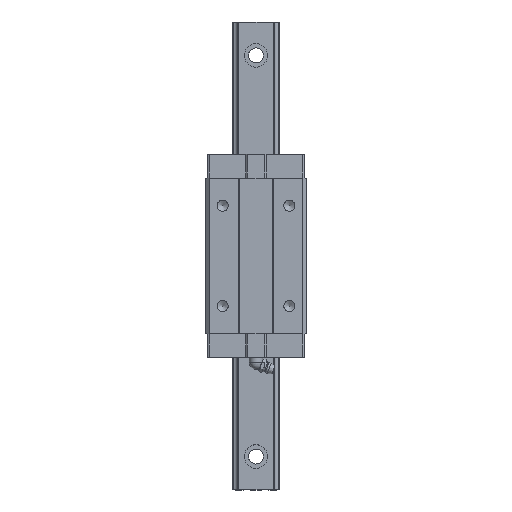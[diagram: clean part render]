
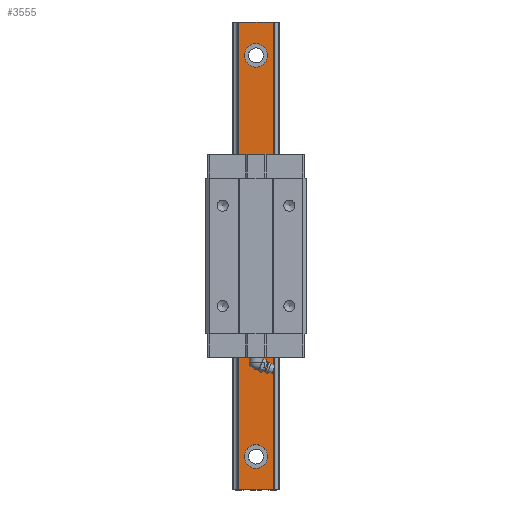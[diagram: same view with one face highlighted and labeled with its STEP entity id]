
A CAD part, top view. The second image highlights one B-rep face of the part: STEP entity #3555.
In plain terms, the highlighted planar face has unit normal (0, 0, 1).
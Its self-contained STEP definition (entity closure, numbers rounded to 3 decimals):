
#167=CIRCLE('',#4525,7.);
#174=CIRCLE('',#4542,7.);
#181=CIRCLE('',#4559,7.);
#183=CIRCLE('',#4567,7.);
#394=ORIENTED_EDGE('',*,*,#1366,.T.);
#395=ORIENTED_EDGE('',*,*,#1381,.T.);
#396=ORIENTED_EDGE('',*,*,#1396,.T.);
#397=ORIENTED_EDGE('',*,*,#1411,.T.);
#398=ORIENTED_EDGE('',*,*,#1412,.F.);
#399=ORIENTED_EDGE('',*,*,#1410,.F.);
#400=ORIENTED_EDGE('',*,*,#1413,.T.);
#401=ORIENTED_EDGE('',*,*,#1414,.T.);
#1366=EDGE_CURVE('',#1886,#1886,#167,.T.);
#1381=EDGE_CURVE('',#1897,#1897,#174,.T.);
#1396=EDGE_CURVE('',#1908,#1908,#181,.T.);
#1410=EDGE_CURVE('',#1920,#1918,#2267,.T.);
#1411=EDGE_CURVE('',#1921,#1921,#183,.T.);
#1412=EDGE_CURVE('',#1918,#1922,#2268,.T.);
#1413=EDGE_CURVE('',#1920,#1923,#2269,.T.);
#1414=EDGE_CURVE('',#1923,#1922,#2270,.T.);
#1886=VERTEX_POINT('',#5918);
#1897=VERTEX_POINT('',#5950);
#1908=VERTEX_POINT('',#5982);
#1918=VERTEX_POINT('',#6007);
#1920=VERTEX_POINT('',#6011);
#1921=VERTEX_POINT('',#6015);
#1922=VERTEX_POINT('',#6017);
#1923=VERTEX_POINT('',#6019);
#2267=LINE('',#6012,#2603);
#2268=LINE('',#6016,#2604);
#2269=LINE('',#6018,#2605);
#2270=LINE('',#6020,#2606);
#2603=VECTOR('',#4996,1000.);
#2604=VECTOR('',#5001,1000.);
#2605=VECTOR('',#5002,1000.);
#2606=VECTOR('',#5003,1000.);
#2947=EDGE_LOOP('',(#394));
#2948=EDGE_LOOP('',(#395));
#2949=EDGE_LOOP('',(#396));
#2950=EDGE_LOOP('',(#397));
#2951=EDGE_LOOP('',(#398,#399,#400,#401));
#3192=FACE_BOUND('',#2947,.T.);
#3193=FACE_BOUND('',#2948,.T.);
#3194=FACE_BOUND('',#2949,.T.);
#3195=FACE_BOUND('',#2950,.T.);
#3196=FACE_BOUND('',#2951,.T.);
#3426=PLANE('',#4566);
#3555=ADVANCED_FACE('',(#3192,#3193,#3194,#3195,#3196),#3426,.T.);
#4525=AXIS2_PLACEMENT_3D('',#5917,#4895,#4896);
#4542=AXIS2_PLACEMENT_3D('',#5949,#4933,#4934);
#4559=AXIS2_PLACEMENT_3D('',#5981,#4971,#4972);
#4566=AXIS2_PLACEMENT_3D('',#6013,#4997,#4998);
#4567=AXIS2_PLACEMENT_3D('',#6014,#4999,#5000);
#4895=DIRECTION('',(0.,0.,-1.));
#4896=DIRECTION('',(1.,0.,0.));
#4933=DIRECTION('',(0.,0.,-1.));
#4934=DIRECTION('',(1.,0.,0.));
#4971=DIRECTION('',(0.,0.,-1.));
#4972=DIRECTION('',(1.,0.,0.));
#4996=DIRECTION('',(0.,1.,0.));
#4997=DIRECTION('',(0.,0.,1.));
#4998=DIRECTION('',(1.,0.,0.));
#4999=DIRECTION('',(0.,0.,-1.));
#5000=DIRECTION('',(1.,0.,0.));
#5001=DIRECTION('',(1.,0.,0.));
#5002=DIRECTION('',(1.,0.,0.));
#5003=DIRECTION('',(0.,1.,0.));
#5917=CARTESIAN_POINT('',(0.,-120.,26.));
#5918=CARTESIAN_POINT('',(7.,-120.,26.));
#5949=CARTESIAN_POINT('',(0.,-40.,26.));
#5950=CARTESIAN_POINT('',(7.,-40.,26.));
#5981=CARTESIAN_POINT('',(0.,40.,26.));
#5982=CARTESIAN_POINT('',(7.,40.,26.));
#6007=CARTESIAN_POINT('',(-10.2,140.,26.));
#6011=CARTESIAN_POINT('',(-10.2,-140.,26.));
#6012=CARTESIAN_POINT('',(-10.2,-140.,26.));
#6013=CARTESIAN_POINT('',(-10.2,-140.,26.));
#6014=CARTESIAN_POINT('',(0.,120.,26.));
#6015=CARTESIAN_POINT('',(7.,120.,26.));
#6016=CARTESIAN_POINT('',(-10.2,140.,26.));
#6017=CARTESIAN_POINT('',(10.2,140.,26.));
#6018=CARTESIAN_POINT('',(-10.2,-140.,26.));
#6019=CARTESIAN_POINT('',(10.2,-140.,26.));
#6020=CARTESIAN_POINT('',(10.2,-140.,26.));
